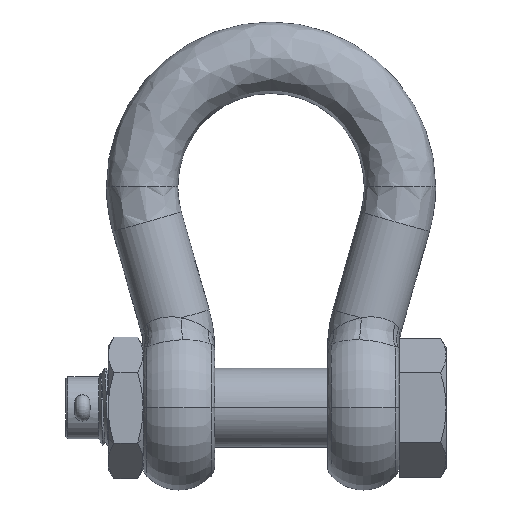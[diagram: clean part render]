
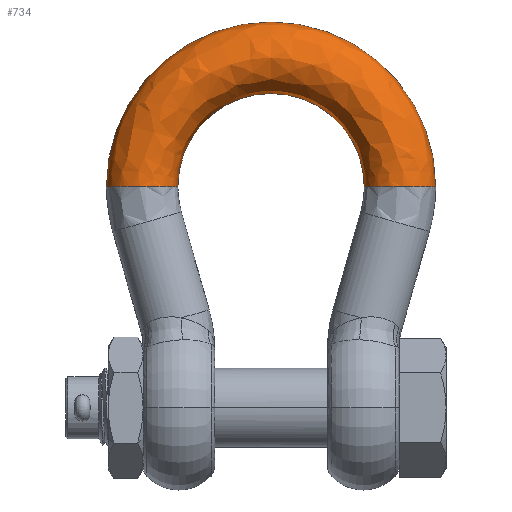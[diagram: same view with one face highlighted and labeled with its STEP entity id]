
A CAD part, top view. The second image highlights one B-rep face of the part: STEP entity #734.
In plain terms, the highlighted free-form (B-spline) face has degree [3, 3] with [4, 4] control points.
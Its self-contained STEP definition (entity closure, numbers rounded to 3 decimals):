
#734=ADVANCED_FACE('NONE',(#2219),#2220,.F.);
#2219=FACE_OUTER_BOUND('',#11038,.T.);
#2220=(B_SPLINE_SURFACE(3,3,((#11040,#11041,#11042,#11043),(#11044,#11045,#11046,#11047),(#11048,#11049,#11050,#11051),(#11052,#11053,#11054,#11055)),.UNSPECIFIED.,.F.,.F.,.F.)B_SPLINE_SURFACE_WITH_KNOTS((4,4),(4,4),(0.0,1.0),(0.0,1.0),.UNSPECIFIED.)RATIONAL_B_SPLINE_SURFACE(((1.0,0.333,0.333,1.0),(0.333,0.111,0.111,0.333),(0.333,0.111,0.111,0.333),(1.0,0.333,0.333,1.0)))BOUNDED_SURFACE()REPRESENTATION_ITEM('')GEOMETRIC_REPRESENTATION_ITEM()SURFACE());
#11038=EDGE_LOOP('',(#17469,#17470,#17471,#17472));
#11040=CARTESIAN_POINT('',(-49.505,117.5,0.));
#11041=CARTESIAN_POINT('',(-49.505,216.51,0.));
#11042=CARTESIAN_POINT('',(49.505,216.51,0.));
#11043=CARTESIAN_POINT('',(49.505,117.5,0.));
#11044=CARTESIAN_POINT('',(-49.505,117.5,37.99));
#11045=CARTESIAN_POINT('',(-49.505,216.51,37.99));
#11046=CARTESIAN_POINT('',(49.505,216.51,37.99));
#11047=CARTESIAN_POINT('',(49.505,117.5,37.99));
#11048=CARTESIAN_POINT('',(-87.495,117.5,37.99));
#11049=CARTESIAN_POINT('',(-87.495,292.49,37.99));
#11050=CARTESIAN_POINT('',(87.495,292.49,37.99));
#11051=CARTESIAN_POINT('',(87.495,117.5,37.99));
#11052=CARTESIAN_POINT('',(-87.495,117.5,0.));
#11053=CARTESIAN_POINT('',(-87.495,292.49,0.));
#11054=CARTESIAN_POINT('',(87.495,292.49,0.));
#11055=CARTESIAN_POINT('',(87.495,117.5,0.));
#17469=ORIENTED_EDGE('',*,*,#20583,.F.);
#17470=ORIENTED_EDGE('',*,*,#20595,.F.);
#17471=ORIENTED_EDGE('',*,*,#20596,.T.);
#17472=ORIENTED_EDGE('',*,*,#20593,.F.);
#20583=EDGE_CURVE('NONE',#24200,#24199,#24202,.T.);
#20593=EDGE_CURVE('NONE',#24199,#24217,#24218,.T.);
#20595=EDGE_CURVE('NONE',#24219,#24200,#24221,.T.);
#20596=EDGE_CURVE('NONE',#24219,#24217,#24222,.T.);
#24199=VERTEX_POINT('NONE',#37362);
#24200=VERTEX_POINT('NONE',#37363);
#24202=B_SPLINE_CURVE_WITH_KNOTS('',3,(#37415,#37416,#37417,#37418,#37419,#37420,#37421,#37422,#37423,#37424,#37425,#37426,#37427,#37428,#37429,#37430,#37431,#37432,#37433,#37434,#37435,#37436,#37437,#37438,#37439,#37440,#37441,#37442,#37443,#37444,#37445,#37446,#37447,#37448,#37449,#37450,#37451,#37452,#37453,#37454,#37455,#37456,#37457,#37458,#37459,#37460,#37461,#37462,#37463,#37464,#37465),.UNSPECIFIED.,.F.,.F.,(4,2,2,2,2,2,2,2,2,1,2,2,2,2,2,2,2,2,2,2,2,2,2,2,2,4),(0.,0.004,0.006,0.007,0.011,0.013,0.015,0.019,0.02,0.022,0.024,0.026,0.03,0.032,0.033,0.037,0.039,0.041,0.045,0.046,0.048,0.05,0.052,0.056,0.058,0.059),.UNSPECIFIED.);
#24217=VERTEX_POINT('NONE',#37581);
#24218=CIRCLE('',#37582,87.495);
#24219=VERTEX_POINT('NONE',#37583);
#24221=CIRCLE('',#37635,49.505);
#24222=B_SPLINE_CURVE_WITH_KNOTS('',3,(#37636,#37637,#37638,#37639,#37640,#37641,#37642,#37643,#37644,#37645,#37646,#37647,#37648,#37649,#37650,#37651,#37652,#37653,#37654,#37655,#37656,#37657,#37658,#37659,#37660,#37661,#37662,#37663,#37664,#37665,#37666,#37667,#37668,#37669,#37670,#37671,#37672,#37673,#37674,#37675,#37676,#37677,#37678,#37679,#37680,#37681,#37682,#37683,#37684,#37685,#37686),.UNSPECIFIED.,.F.,.F.,(4,2,2,2,2,2,2,2,2,1,2,2,2,2,2,2,2,2,2,2,2,2,2,2,2,4),(0.,0.004,0.006,0.007,0.011,0.013,0.015,0.019,0.02,0.022,0.024,0.026,0.03,0.032,0.033,0.037,0.039,0.041,0.045,0.046,0.048,0.05,0.052,0.056,0.058,0.059),.UNSPECIFIED.);
#37362=CARTESIAN_POINT('',(-87.495,117.5,0.));
#37363=CARTESIAN_POINT('',(-49.505,117.5,0.));
#37415=CARTESIAN_POINT('',(-49.505,117.5,0.));
#37416=CARTESIAN_POINT('',(-49.505,117.5,1.255));
#37417=CARTESIAN_POINT('',(-49.628,117.5,2.489));
#37418=CARTESIAN_POINT('',(-49.99,117.5,4.309));
#37419=CARTESIAN_POINT('',(-50.14,117.5,4.911));
#37420=CARTESIAN_POINT('',(-50.502,117.5,6.104));
#37421=CARTESIAN_POINT('',(-50.714,117.5,6.697));
#37422=CARTESIAN_POINT('',(-51.429,117.5,8.422));
#37423=CARTESIAN_POINT('',(-52.012,117.5,9.513));
#37424=CARTESIAN_POINT('',(-53.046,117.5,11.062));
#37425=CARTESIAN_POINT('',(-53.418,117.5,11.565));
#37426=CARTESIAN_POINT('',(-54.213,117.5,12.533));
#37427=CARTESIAN_POINT('',(-54.631,117.5,12.994));
#37428=CARTESIAN_POINT('',(-55.945,117.5,14.308));
#37429=CARTESIAN_POINT('',(-56.901,117.5,15.094));
#37430=CARTESIAN_POINT('',(-58.458,117.5,16.136));
#37431=CARTESIAN_POINT('',(-58.998,117.5,16.459));
#37432=CARTESIAN_POINT('',(-60.094,117.5,17.045));
#37433=CARTESIAN_POINT('',(-61.214,117.5,17.575));
#37434=CARTESIAN_POINT('',(-62.379,117.5,17.993));
#37435=CARTESIAN_POINT('',(-63.568,117.5,18.354));
#37436=CARTESIAN_POINT('',(-64.177,117.5,18.507));
#37437=CARTESIAN_POINT('',(-66.016,117.5,18.873));
#37438=CARTESIAN_POINT('',(-67.249,117.5,18.994));
#37439=CARTESIAN_POINT('',(-69.106,117.5,18.995));
#37440=CARTESIAN_POINT('',(-69.727,117.5,18.966));
#37441=CARTESIAN_POINT('',(-70.973,117.5,18.844));
#37442=CARTESIAN_POINT('',(-71.593,117.5,18.752));
#37443=CARTESIAN_POINT('',(-73.42,117.5,18.389));
#37444=CARTESIAN_POINT('',(-74.604,117.5,18.031));
#37445=CARTESIAN_POINT('',(-76.329,117.5,17.318));
#37446=CARTESIAN_POINT('',(-76.898,117.5,17.049));
#37447=CARTESIAN_POINT('',(-77.999,117.5,16.461));
#37448=CARTESIAN_POINT('',(-78.531,117.5,16.142));
#37449=CARTESIAN_POINT('',(-80.075,117.5,15.112));
#37450=CARTESIAN_POINT('',(-81.035,117.5,14.327));
#37451=CARTESIAN_POINT('',(-82.365,117.5,12.998));
#37452=CARTESIAN_POINT('',(-82.785,117.5,12.536));
#37453=CARTESIAN_POINT('',(-83.572,117.5,11.577));
#37454=CARTESIAN_POINT('',(-83.941,117.5,11.08));
#37455=CARTESIAN_POINT('',(-84.629,117.5,10.052));
#37456=CARTESIAN_POINT('',(-84.949,117.5,9.521));
#37457=CARTESIAN_POINT('',(-85.537,117.5,8.423));
#37458=CARTESIAN_POINT('',(-85.807,117.5,7.853));
#37459=CARTESIAN_POINT('',(-86.523,117.5,6.127));
#37460=CARTESIAN_POINT('',(-86.882,117.5,4.943));
#37461=CARTESIAN_POINT('',(-87.247,117.5,3.119));
#37462=CARTESIAN_POINT('',(-87.34,117.5,2.501));
#37463=CARTESIAN_POINT('',(-87.464,117.5,1.253));
#37464=CARTESIAN_POINT('',(-87.495,117.5,0.627));
#37465=CARTESIAN_POINT('',(-87.495,117.5,0.));
#37581=CARTESIAN_POINT('',(87.495,117.5,0.));
#37582=AXIS2_PLACEMENT_3D('',#40428,#40429,#40430);
#37583=CARTESIAN_POINT('',(49.505,117.5,0.));
#37635=AXIS2_PLACEMENT_3D('',#40431,#40432,#40433);
#37636=CARTESIAN_POINT('',(49.505,117.5,0.));
#37637=CARTESIAN_POINT('',(49.505,117.5,1.255));
#37638=CARTESIAN_POINT('',(49.628,117.5,2.489));
#37639=CARTESIAN_POINT('',(49.99,117.5,4.309));
#37640=CARTESIAN_POINT('',(50.14,117.5,4.911));
#37641=CARTESIAN_POINT('',(50.502,117.5,6.104));
#37642=CARTESIAN_POINT('',(50.714,117.5,6.697));
#37643=CARTESIAN_POINT('',(51.429,117.5,8.422));
#37644=CARTESIAN_POINT('',(52.012,117.5,9.513));
#37645=CARTESIAN_POINT('',(53.046,117.5,11.062));
#37646=CARTESIAN_POINT('',(53.418,117.5,11.565));
#37647=CARTESIAN_POINT('',(54.213,117.5,12.533));
#37648=CARTESIAN_POINT('',(54.631,117.5,12.994));
#37649=CARTESIAN_POINT('',(55.945,117.5,14.308));
#37650=CARTESIAN_POINT('',(56.901,117.5,15.094));
#37651=CARTESIAN_POINT('',(58.458,117.5,16.136));
#37652=CARTESIAN_POINT('',(58.998,117.5,16.459));
#37653=CARTESIAN_POINT('',(60.094,117.5,17.045));
#37654=CARTESIAN_POINT('',(61.214,117.5,17.575));
#37655=CARTESIAN_POINT('',(62.379,117.5,17.993));
#37656=CARTESIAN_POINT('',(63.568,117.5,18.354));
#37657=CARTESIAN_POINT('',(64.177,117.5,18.507));
#37658=CARTESIAN_POINT('',(66.016,117.5,18.873));
#37659=CARTESIAN_POINT('',(67.249,117.5,18.994));
#37660=CARTESIAN_POINT('',(69.106,117.5,18.995));
#37661=CARTESIAN_POINT('',(69.727,117.5,18.966));
#37662=CARTESIAN_POINT('',(70.973,117.5,18.844));
#37663=CARTESIAN_POINT('',(71.593,117.5,18.752));
#37664=CARTESIAN_POINT('',(73.42,117.5,18.389));
#37665=CARTESIAN_POINT('',(74.604,117.5,18.031));
#37666=CARTESIAN_POINT('',(76.329,117.5,17.318));
#37667=CARTESIAN_POINT('',(76.898,117.5,17.049));
#37668=CARTESIAN_POINT('',(77.999,117.5,16.461));
#37669=CARTESIAN_POINT('',(78.531,117.5,16.142));
#37670=CARTESIAN_POINT('',(80.075,117.5,15.112));
#37671=CARTESIAN_POINT('',(81.035,117.5,14.327));
#37672=CARTESIAN_POINT('',(82.365,117.5,12.998));
#37673=CARTESIAN_POINT('',(82.785,117.5,12.536));
#37674=CARTESIAN_POINT('',(83.572,117.5,11.577));
#37675=CARTESIAN_POINT('',(83.941,117.5,11.08));
#37676=CARTESIAN_POINT('',(84.629,117.5,10.052));
#37677=CARTESIAN_POINT('',(84.949,117.5,9.521));
#37678=CARTESIAN_POINT('',(85.537,117.5,8.423));
#37679=CARTESIAN_POINT('',(85.807,117.5,7.853));
#37680=CARTESIAN_POINT('',(86.523,117.5,6.127));
#37681=CARTESIAN_POINT('',(86.882,117.5,4.943));
#37682=CARTESIAN_POINT('',(87.247,117.5,3.119));
#37683=CARTESIAN_POINT('',(87.34,117.5,2.501));
#37684=CARTESIAN_POINT('',(87.464,117.5,1.253));
#37685=CARTESIAN_POINT('',(87.495,117.5,0.627));
#37686=CARTESIAN_POINT('',(87.495,117.5,0.));
#40428=CARTESIAN_POINT('',(0.0,117.5,0.));
#40429=DIRECTION('',(0.0,0.0,-1.0));
#40430=DIRECTION('',(-1.0,0.0,0.0));
#40431=CARTESIAN_POINT('',(0.0,117.5,0.));
#40432=DIRECTION('',(0.0,0.0,1.0));
#40433=DIRECTION('',(-1.0,0.0,0.0));
